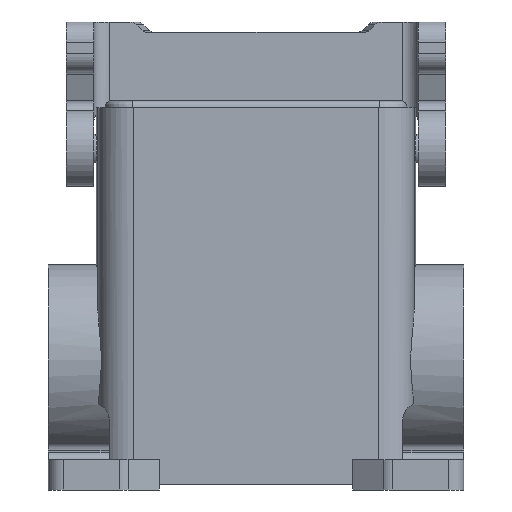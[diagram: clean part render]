
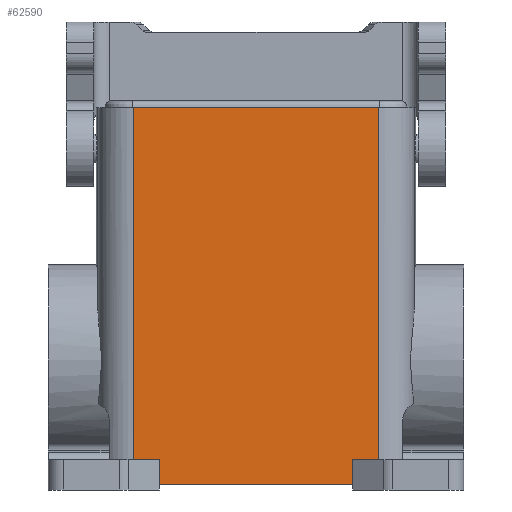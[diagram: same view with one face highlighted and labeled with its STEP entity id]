
A CAD part, front view. The second image highlights one B-rep face of the part: STEP entity #62590.
In plain terms, the highlighted face is planar.
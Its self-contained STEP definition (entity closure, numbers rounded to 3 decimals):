
#520=CARTESIAN_POINT('',(-13.647,-55.4,23.));
#530=VERTEX_POINT('',#520);
#560=CARTESIAN_POINT('',(-13.647,0.,23.));
#570=DIRECTION('',(0.,-1.,0.));
#580=VECTOR('',#570,1.);
#590=LINE('',#560,#580);
#600=CARTESIAN_POINT('',(-13.647,-50.4,23.));
#610=VERTEX_POINT('',#600);
#620=EDGE_CURVE('',#610,#530,#590,.T.);
#6070=CARTESIAN_POINT('',(-56.966,19.1,23.))
;
#6080=VERTEX_POINT('',#6070);
#6110=CARTESIAN_POINT('',(-56.966,0.,
23.));
#6120=DIRECTION('',(0.,-1.,0.));
#6130=VECTOR('',#6120,1.);
#6140=LINE('',#6110,#6130);
#6150=CARTESIAN_POINT('',(-56.966,-50.4,23.)
);
#6160=VERTEX_POINT('',#6150);
#6170=EDGE_CURVE('',#6080,#6160,#6140,.T.);
#10260=CARTESIAN_POINT('',(-51.847,-55.4,23.)
);
#10270=VERTEX_POINT('',#10260);
#10320=CARTESIAN_POINT('',(0.,-55.4,23.));
#10330=DIRECTION('',(1.,0.,0.));
#10340=VECTOR('',#10330,1.);
#10350=LINE('',#10320,#10340);
#10360=EDGE_CURVE('',#10270,#530,#10350,.T.);
#18630=CARTESIAN_POINT('',(0.,-50.4,23.));
#18640=DIRECTION('',(-1.,0.,0.));
#18650=VECTOR('',#18640,1.);
#18660=LINE('',#18630,#18650);
#18670=CARTESIAN_POINT('',(-8.527,-50.4,23.
));
#18680=VERTEX_POINT('',#18670);
#18690=EDGE_CURVE('',#18680,#610,#18660,.T.);
#30710=CARTESIAN_POINT('',(-8.527,19.1,23.)
);
#30720=VERTEX_POINT('',#30710);
#30750=CARTESIAN_POINT('',(0.,19.1,23.));
#30760=DIRECTION('',(1.,0.,0.));
#30770=VECTOR('',#30760,1.);
#30780=LINE('',#30750,#30770);
#30790=EDGE_CURVE('',#6080,#30720,#30780,.T.);
#45320=CARTESIAN_POINT('',(-51.847,-50.4,23.)
);
#45330=VERTEX_POINT('',#45320);
#45620=CARTESIAN_POINT('',(0.,-50.4,23.));
#45630=DIRECTION('',(1.,0.,0.));
#45640=VECTOR('',#45630,1.);
#45650=LINE('',#45620,#45640);
#45660=EDGE_CURVE('',#6160,#45330,#45650,.T.);
#61740=CARTESIAN_POINT('',(-8.527,0.,
23.));
#61750=DIRECTION('',(0.,-1.,0.));
#61760=VECTOR('',#61750,1.);
#61770=LINE('',#61740,#61760);
#61780=EDGE_CURVE('',#30720,#18680,#61770,.T.);
#62390=CARTESIAN_POINT('',(0.,19.1,23.));
#62400=DIRECTION('',(0.,0.,-1.));
#62410=DIRECTION('',(0.,-1.,0.));
#62420=AXIS2_PLACEMENT_3D('',#62390,#62400,#62410);
#62430=PLANE('',#62420);
#62440=ORIENTED_EDGE('',*,*,#620,.F.);
#62450=ORIENTED_EDGE('',*,*,#10360,.T.);
#62460=CARTESIAN_POINT('',(-51.847,0.,23.));
#62470=DIRECTION('',(0.,-1.,0.));
#62480=VECTOR('',#62470,1.);
#62490=LINE('',#62460,#62480);
#62500=EDGE_CURVE('',#45330,#10270,#62490,.T.);
#62510=ORIENTED_EDGE('',*,*,#62500,.T.);
#62520=ORIENTED_EDGE('',*,*,#45660,.T.);
#62530=ORIENTED_EDGE('',*,*,#6170,.T.);
#62540=ORIENTED_EDGE('',*,*,#30790,.F.);
#62550=ORIENTED_EDGE('',*,*,#61780,.F.);
#62560=ORIENTED_EDGE('',*,*,#18690,.F.);
#62570=EDGE_LOOP('',(#62560,#62550,#62540,#62530,#62520,#62510,#62450,
#62440));
#62580=FACE_OUTER_BOUND('',#62570,.T.);
#62590=ADVANCED_FACE('',(#62580),#62430,.F.);
